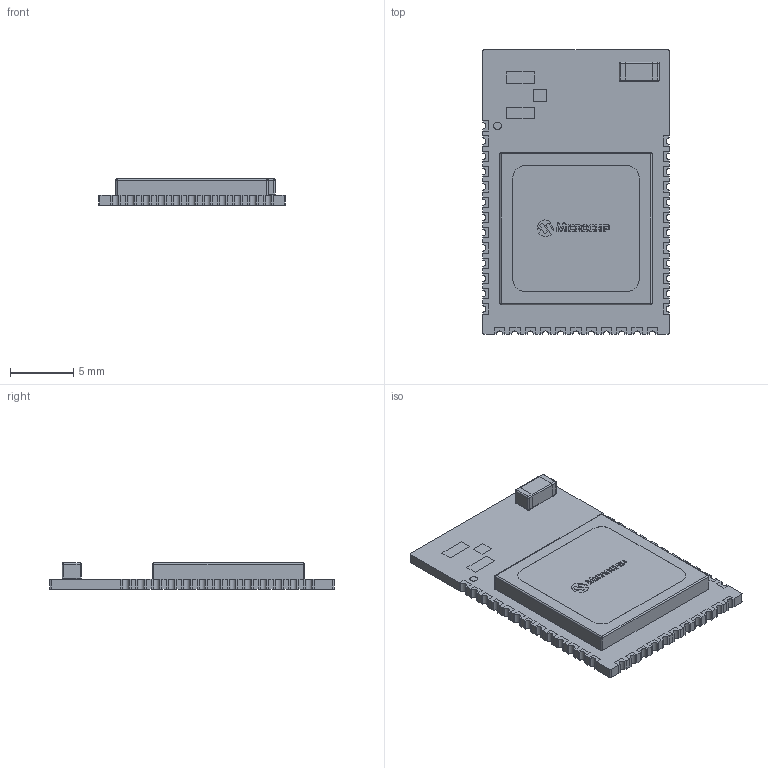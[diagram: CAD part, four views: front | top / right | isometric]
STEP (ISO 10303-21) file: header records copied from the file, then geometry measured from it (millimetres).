
FILE_DESCRIPTION(/* description */ (''),/* implementation_level */ '2;1');
FILE_NAME(/* name */ 'Microchip ATWILC3000-MR110UA.stp',/* time_stamp */ '2020-10-29T23:02:29-04:00',/* author */ ('rabri'),/* organization */ (''),/* preprocessor_version */ 'ST-DEVELOPER v18',/* originating_system */ 'Autodesk Inventor 2020',/* authorisation */ '');
FILE_SCHEMA (('AUTOMOTIVE_DESIGN { 1 0 10303 214 3 1 1 }'));
Length unit declared in the file: millimetre
Products named in the file (9): Microchip ATWILC3000-MR110UA; pcb; pads; top shell; sticker; logo; dot; part2; terminal
Assembly tree (8 placements, depth 2):
  Microchip ATWILC3000-MR110UA
    pcb
    pads
    top shell
    sticker
    logo
    dot
    part2
    terminal
Bounding box: 14.73 x 22.43 x 2.09 mm (x, y, z)
Volume: 450.5 mm3; surface area: 1489.5 mm2
Topology: 57 solids, 57 shells, 852 faces, 2174 edges, 1438 vertices
Faces by surface type: plane 644, cylinder 152, bspline 44, sphere 12
Full cylindrical faces by diameter (mm): 0.6 x1
Entity records: 26070 total; most frequent: CARTESIAN_POINT 5029, ORIENTED_EDGE 4348, DIRECTION 4054, EDGE_CURVE 2174, LINE 1780, VECTOR 1780, VERTEX_POINT 1438, AXIS2_PLACEMENT_3D 1137
